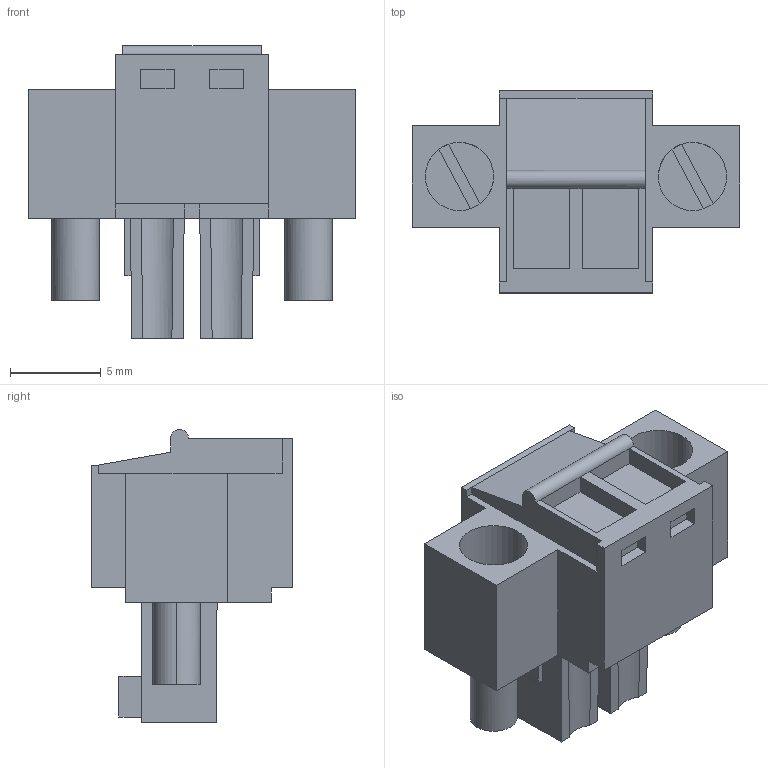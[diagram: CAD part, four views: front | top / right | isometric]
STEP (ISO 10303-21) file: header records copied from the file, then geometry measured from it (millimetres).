
FILE_DESCRIPTION(('CATIA V5 STEP','CAx-IF Rec.Pracs.--- Model Styling and Organization---1.2---2011-12-15'),'2;1');
FILE_NAME ('D1459728_0_1941010000_1941010000.stp','2017-04-14T13:30:01+00:00',('none'),('Weidmueller'),'CATIA Version 5-6 Release 2014','CATIA V5 STEP AP214','none');
FILE_SCHEMA(('AUTOMOTIVE_DESIGN { 1 0 10303 214 1 1 1 1 }'));
Length unit declared in the file: millimetre
Products named in the file (1): 1941010000
Bounding box: 18.01 x 11.1 x 16.1 mm (x, y, z)
Volume: 1180.6 mm3; surface area: 1456.8 mm2
Topology: 5 solids, 5 shells, 160 faces, 401 edges, 265 vertices
Faces by surface type: plane 127, cylinder 33
Entity records: 4744 total; most frequent: CARTESIAN_POINT 966, ORIENTED_EDGE 802, DIRECTION 673, EDGE_CURVE 401, VECTOR 315, LINE 315, VERTEX_POINT 265, AXIS2_PLACEMENT_3D 213
